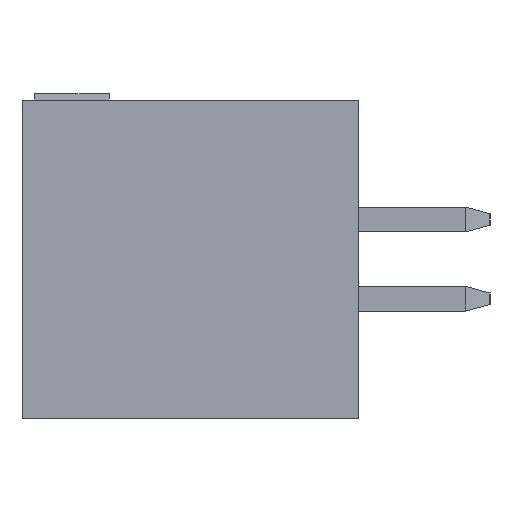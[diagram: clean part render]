
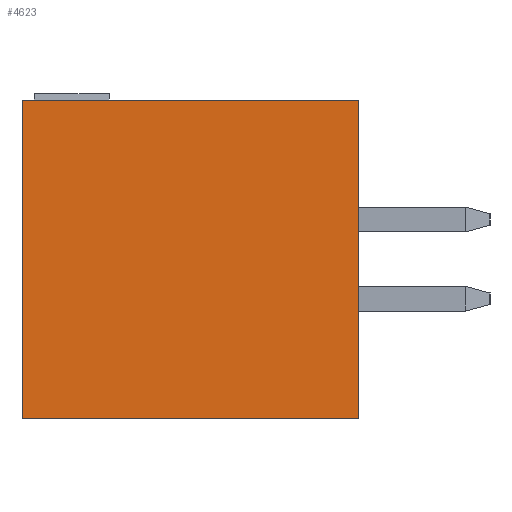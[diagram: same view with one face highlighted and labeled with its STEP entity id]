
A CAD part, left-side view. The second image highlights one B-rep face of the part: STEP entity #4623.
In plain terms, the highlighted planar face has unit normal (-1, 0, 0).
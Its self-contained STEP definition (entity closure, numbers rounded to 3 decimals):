
#917 = ORIENTED_EDGE ( 'NONE', *, *, #4741, .T. ) ;
#1647 = VERTEX_POINT ( 'NONE', #15858 ) ;
#1786 = CARTESIAN_POINT ( 'NONE',  ( -12.675, 5.4, -2.55 ) ) ;
#3734 = LINE ( 'NONE', #17088, #19473 ) ;
#3862 = EDGE_CURVE ( 'NONE', #22481, #13661, #3734, .T. ) ;
#4034 = CARTESIAN_POINT ( 'NONE',  ( -12.675, 5.4, -2.55 ) ) ;
#4466 = LINE ( 'NONE', #12371, #19946 ) ;
#4623 = ADVANCED_FACE ( 'NONE', ( #23045 ), #11151, .F. ) ;
#4741 = EDGE_CURVE ( 'NONE', #1647, #19084, #23555, .T. ) ;
#4875 = VECTOR ( 'NONE', #22981, 1000. ) ;
#5211 = CARTESIAN_POINT ( 'NONE',  ( -12.675, 5.4, 2.55 ) ) ;
#5713 = VECTOR ( 'NONE', #13904, 1000. ) ;
#6263 = CARTESIAN_POINT ( 'NONE',  ( -12.675, 0., 2.55 ) ) ;
#6281 = ORIENTED_EDGE ( 'NONE', *, *, #3862, .F. ) ;
#8610 = CARTESIAN_POINT ( 'NONE',  ( -12.675, 0., 2.55 ) ) ;
#10334 = ORIENTED_EDGE ( 'NONE', *, *, #10555, .T. ) ;
#10555 = EDGE_CURVE ( 'NONE', #22481, #1647, #24921, .T. ) ;
#11151 = PLANE ( 'NONE',  #21795 ) ;
#12371 = CARTESIAN_POINT ( 'NONE',  ( -12.675, 5.4, 2.55 ) ) ;
#13661 = VERTEX_POINT ( 'NONE', #5211 ) ;
#13904 = DIRECTION ( 'NONE',  ( 0., 0., 1. ) ) ;
#15858 = CARTESIAN_POINT ( 'NONE',  ( -12.675, 0., -2.55 ) ) ;
#17088 = CARTESIAN_POINT ( 'NONE',  ( -12.675, 5.4, 2.55 ) ) ;
#17570 = DIRECTION ( 'NONE',  ( 0., 0., 1. ) ) ;
#18174 = DIRECTION ( 'NONE',  ( 0., -1., 0. ) ) ;
#18863 = DIRECTION ( 'NONE',  ( 1., 0., 0. ) ) ;
#19084 = VERTEX_POINT ( 'NONE', #8610 ) ;
#19473 = VECTOR ( 'NONE', #17570, 1000. ) ;
#19882 = EDGE_CURVE ( 'NONE', #13661, #19084, #4466, .T. ) ;
#19946 = VECTOR ( 'NONE', #18174, 1000. ) ;
#21795 = AXIS2_PLACEMENT_3D ( 'NONE', #24965, #18863, #24719 ) ;
#22481 = VERTEX_POINT ( 'NONE', #4034 ) ;
#22638 = EDGE_LOOP ( 'NONE', ( #917, #24603, #6281, #10334 ) ) ;
#22981 = DIRECTION ( 'NONE',  ( 0., -1., 0. ) ) ;
#23045 = FACE_OUTER_BOUND ( 'NONE', #22638, .T. ) ;
#23555 = LINE ( 'NONE', #6263, #5713 ) ;
#24603 = ORIENTED_EDGE ( 'NONE', *, *, #19882, .F. ) ;
#24719 = DIRECTION ( 'NONE',  ( 0., 0., -1. ) ) ;
#24921 = LINE ( 'NONE', #1786, #4875 ) ;
#24965 = CARTESIAN_POINT ( 'NONE',  ( -12.675, 5.4, 2.55 ) ) ;
